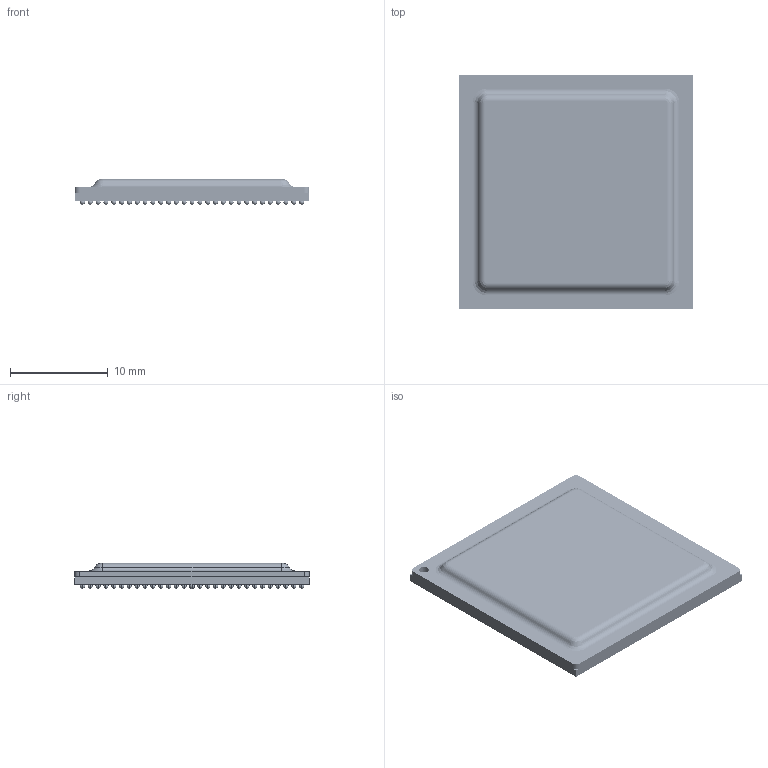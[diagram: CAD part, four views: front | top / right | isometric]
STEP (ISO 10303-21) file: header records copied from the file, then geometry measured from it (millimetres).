
FILE_DESCRIPTION((''),'2;1');
FILE_NAME('CYP0841A_ASM','2018-05-22T11:24:41',('a0412086'),(''),'CREO PARAMETRIC BY PTC INC, 2017260','CREO PARAMETRIC BY PTC INC, 2017260','');
FILE_SCHEMA(('AUTOMOTIVE_DESIGN { 1 0 10303 214 1 1 1 1 }'));
Length unit declared in the file: millimetre
Products named in the file (5): SUBSTRATE-BGA; SOLDER_BALL; SMASK_BTM_BGA; HEATSPREADER-FCBGA; CYP0841A_ASM
Assembly tree (844 placements, depth 2):
  CYP0841A_ASM
    SUBSTRATE-BGA
    SOLDER_BALL  x841
    SMASK_BTM_BGA
    HEATSPREADER-FCBGA
Bounding box: 24 x 24 x 2.6 mm (x, y, z)
Volume: 1172.1 mm3; surface area: 4248.6 mm2
Topology: 844 solids, 844 shells, 2564 faces, 5140 edges, 2583 vertices
Faces by surface type: sphere 1682, plane 860, cylinder 14, bspline 8
Entity records: 13254 total; most frequent: CARTESIAN_POINT 3089, DIRECTION 1953, AXIS2_PLACEMENT_3D 942, PROPERTY_DEFINITION 875, REPRESENTATION 871, PROPERTY_DEFINITION_REPRESENTATION 871, PRODUCT_DEFINITION_SHAPE 849, ITEM_DEFINED_TRANSFORMATION 844
